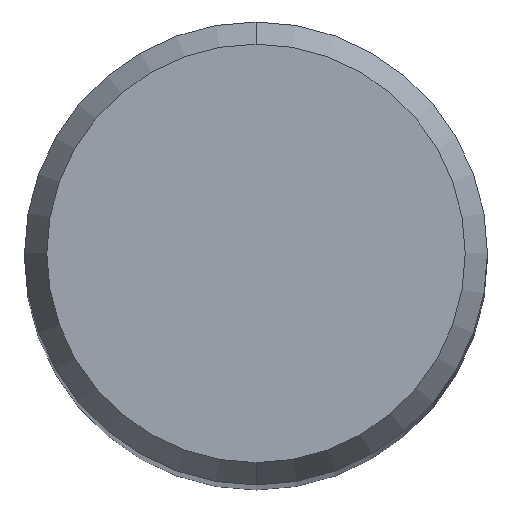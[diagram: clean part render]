
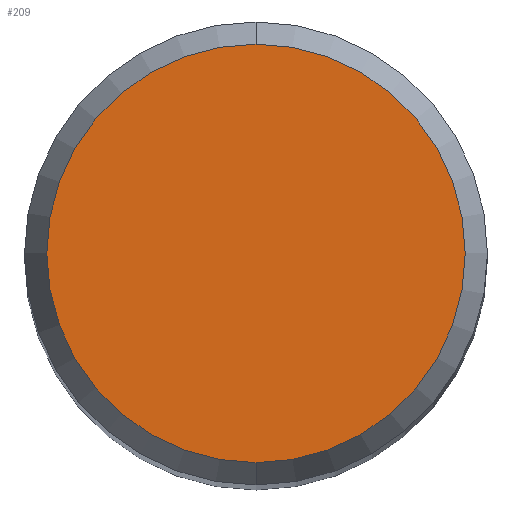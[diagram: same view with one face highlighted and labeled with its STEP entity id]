
A CAD part, top view. The second image highlights one B-rep face of the part: STEP entity #209.
In plain terms, the highlighted planar face has unit normal (0, 0, 1).
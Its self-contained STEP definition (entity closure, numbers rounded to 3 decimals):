
#119=VERTEX_POINT('',#272);
#131=VERTEX_POINT('',#288);
#137=EDGE_CURVE('',#131,#119,#294,.T.);
#185=EDGE_CURVE('',#119,#131,#348,.T.);
#209=ADVANCED_FACE('',(#373),#374,.T.);
#272=CARTESIAN_POINT('',(0.,-2.158,0.));
#288=CARTESIAN_POINT('',(0.0,2.158,0.));
#294=CIRCLE('',#468,2.158);
#348=CIRCLE('',#540,2.158);
#373=FACE_OUTER_BOUND('',#567,.T.);
#374=PLANE('',#568);
#468=AXIS2_PLACEMENT_3D('',#655,#656,#657);
#540=AXIS2_PLACEMENT_3D('',#728,#729,#730);
#567=EDGE_LOOP('',(#750,#751));
#568=AXIS2_PLACEMENT_3D('',#752,#753,#754);
#655=CARTESIAN_POINT('',(0.0,0.0,0.));
#656=DIRECTION('',(0.0,0.0,-1.0));
#657=DIRECTION('',(0.0,1.0,0.0));
#728=CARTESIAN_POINT('',(0.0,0.0,0.));
#729=DIRECTION('',(0.0,0.0,-1.0));
#730=DIRECTION('',(0.0,1.0,0.0));
#750=ORIENTED_EDGE('',*,*,#137,.F.);
#751=ORIENTED_EDGE('',*,*,#185,.F.);
#752=CARTESIAN_POINT('',(0.0,1.079,0.));
#753=DIRECTION('',(-0.0,0.0,1.0));
#754=DIRECTION('',(0.0,-1.0,0.0));
